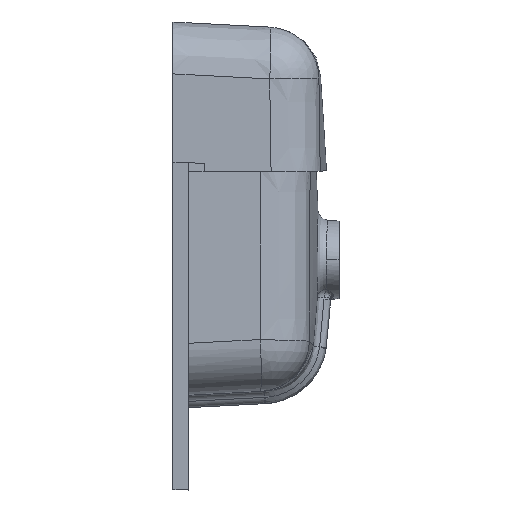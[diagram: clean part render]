
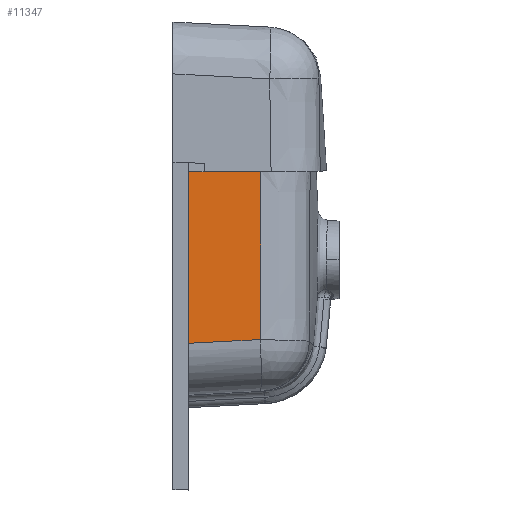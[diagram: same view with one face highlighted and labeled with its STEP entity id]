
A CAD part, left-side view. The second image highlights one B-rep face of the part: STEP entity #11347.
In plain terms, the highlighted planar face has unit normal (-0.999, -0.052, 0).
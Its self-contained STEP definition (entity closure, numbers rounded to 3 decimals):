
#20 = VECTOR ( 'NONE', #5581, 1000. ) ;
#31 = CARTESIAN_POINT ( 'NONE',  ( -462.417, -40., 81. ) ) ;
#150 = CARTESIAN_POINT ( 'NONE',  ( -464.486, -0.523, 210. ) ) ;
#185 = EDGE_CURVE ( 'NONE', #1717, #3573, #2029, .T. ) ;
#188 = CARTESIAN_POINT ( 'NONE',  ( -460.072, -84.752, 81. ) ) ;
#311 = B_SPLINE_CURVE_WITH_KNOTS ( 'NONE', 3,
 ( #11853, #1081, #8006, #11916, #7227, #9481, #3351, #9352 ),
 .UNSPECIFIED., .F., .F.,
 ( 4, 2, 2, 4 ),
 ( 0., 0.04, 0.081, 0.162 ),
 .UNSPECIFIED. ) ;
#391 = CARTESIAN_POINT ( 'NONE',  ( -463.733, -14.895, -84.302 ) ) ;
#463 = VERTEX_POINT ( 'NONE', #3650 ) ;
#523 = ORIENTED_EDGE ( 'NONE', *, *, #185, .F. ) ;
#650 = CARTESIAN_POINT ( 'NONE',  ( -462.422, -39.913, 81. ) ) ;
#717 = LINE ( 'NONE', #4674, #12423 ) ;
#1081 = CARTESIAN_POINT ( 'NONE',  ( -460.063, -84.928, 67.526 ) ) ;
#1169 = DIRECTION ( 'NONE',  ( 0., 0., -1. ) ) ;
#1490 = CARTESIAN_POINT ( 'NONE',  ( -462.431, -39.739, 81. ) ) ;
#1717 = VERTEX_POINT ( 'NONE', #391 ) ;
#1736 = EDGE_CURVE ( 'NONE', #463, #9928, #2989, .T. ) ;
#1825 = LINE ( 'NONE', #5904, #2080 ) ;
#1857 = VERTEX_POINT ( 'NONE', #1490 ) ;
#2029 = LINE ( 'NONE', #7982, #11102 ) ;
#2080 = VECTOR ( 'NONE', #5835, 1000. ) ;
#2212 = CARTESIAN_POINT ( 'NONE',  ( -462.431, -39.739, 81. ) ) ;
#2313 = VERTEX_POINT ( 'NONE', #188 ) ;
#2989 =( BOUNDED_CURVE ( )  B_SPLINE_CURVE ( 3, ( #10214, #9245, #650, #4343 ),
 .UNSPECIFIED., .F., .T. ) 
 B_SPLINE_CURVE_WITH_KNOTS ( ( 4, 4 ),
 ( 1.545, 1.571 ),
 .UNSPECIFIED. ) 
 CURVE ( )  GEOMETRIC_REPRESENTATION_ITEM ( )  RATIONAL_B_SPLINE_CURVE ( ( 1., 1., 1., 1. ) ) 
 REPRESENTATION_ITEM ( '' )  );
#3130 = DIRECTION ( 'NONE',  ( 0., 0., 1. ) ) ;
#3307 = VECTOR ( 'NONE', #1169, 1000. ) ;
#3351 = CARTESIAN_POINT ( 'NONE',  ( -460.065, -84.891, -53.738 ) ) ;
#3573 = VERTEX_POINT ( 'NONE', #5974 ) ;
#3650 = CARTESIAN_POINT ( 'NONE',  ( -462.431, -39.739, 80.997 ) ) ;
#3672 = ORIENTED_EDGE ( 'NONE', *, *, #6785, .F. ) ;
#4289 = FACE_OUTER_BOUND ( 'NONE', #7013, .T. ) ;
#4326 = ORIENTED_EDGE ( 'NONE', *, *, #5149, .F. ) ;
#4343 = CARTESIAN_POINT ( 'NONE',  ( -462.417, -40., 81. ) ) ;
#4674 = CARTESIAN_POINT ( 'NONE',  ( -462.431, -39.739, 81. ) ) ;
#4741 = LINE ( 'NONE', #12587, #20 ) ;
#5149 = EDGE_CURVE ( 'NONE', #2313, #10417, #311, .T. ) ;
#5225 = ORIENTED_EDGE ( 'NONE', *, *, #10119, .F. ) ;
#5265 = DIRECTION ( 'NONE',  ( -0.999, -0.052, 0. ) ) ;
#5580 = ORIENTED_EDGE ( 'NONE', *, *, #1736, .F. ) ;
#5581 = DIRECTION ( 'NONE',  ( -0.052, 0.997, -0.052 ) ) ;
#5835 = DIRECTION ( 'NONE',  ( 0.052, -0.999, 0. ) ) ;
#5904 = CARTESIAN_POINT ( 'NONE',  ( -464.486, -0.523, 81. ) ) ;
#5974 = CARTESIAN_POINT ( 'NONE',  ( -463.733, -14.895, 81. ) ) ;
#6164 = PLANE ( 'NONE',  #6942 ) ;
#6785 = EDGE_CURVE ( 'NONE', #10417, #1717, #4741, .T. ) ;
#6942 = AXIS2_PLACEMENT_3D ( 'NONE', #150, #5265, #12139 ) ;
#7013 = EDGE_LOOP ( 'NONE', ( #3672, #4326, #5225, #5580, #8488, #8755, #523 ) ) ;
#7227 = CARTESIAN_POINT ( 'NONE',  ( -460.043, -85.303, 13.629 ) ) ;
#7982 = CARTESIAN_POINT ( 'NONE',  ( -463.733, -14.895, 210. ) ) ;
#8006 = CARTESIAN_POINT ( 'NONE',  ( -460.055, -85.072, 54.053 ) ) ;
#8488 = ORIENTED_EDGE ( 'NONE', *, *, #10273, .F. ) ;
#8755 = ORIENTED_EDGE ( 'NONE', *, *, #9768, .F. ) ;
#9245 = CARTESIAN_POINT ( 'NONE',  ( -462.427, -39.826, 80.999 ) ) ;
#9352 = CARTESIAN_POINT ( 'NONE',  ( -460.108, -84.067, -80.676 ) ) ;
#9481 = CARTESIAN_POINT ( 'NONE',  ( -460.047, -85.225, -26.793 ) ) ;
#9768 = EDGE_CURVE ( 'NONE', #3573, #1857, #717, .T. ) ;
#9928 = VERTEX_POINT ( 'NONE', #31 ) ;
#10030 = LINE ( 'NONE', #2212, #3307 ) ;
#10119 = EDGE_CURVE ( 'NONE', #9928, #2313, #1825, .T. ) ;
#10214 = CARTESIAN_POINT ( 'NONE',  ( -462.431, -39.739, 80.997 ) ) ;
#10273 = EDGE_CURVE ( 'NONE', #1857, #463, #10030, .T. ) ;
#10417 = VERTEX_POINT ( 'NONE', #12641 ) ;
#11102 = VECTOR ( 'NONE', #3130, 1000. ) ;
#11347 = ADVANCED_FACE ( 'NONE', ( #4289 ), #6164, .T. ) ;
#11853 = CARTESIAN_POINT ( 'NONE',  ( -460.072, -84.752, 81. ) ) ;
#11916 = CARTESIAN_POINT ( 'NONE',  ( -460.045, -85.259, 27.104 ) ) ;
#12139 = DIRECTION ( 'NONE',  ( -0.052, 0.999, 0. ) ) ;
#12423 = VECTOR ( 'NONE', #12519, 1000. ) ;
#12519 = DIRECTION ( 'NONE',  ( 0.052, -0.999, 0. ) ) ;
#12587 = CARTESIAN_POINT ( 'NONE',  ( -463.68, -15.902, -84.249 ) ) ;
#12641 = CARTESIAN_POINT ( 'NONE',  ( -460.108, -84.067, -80.676 ) ) ;
